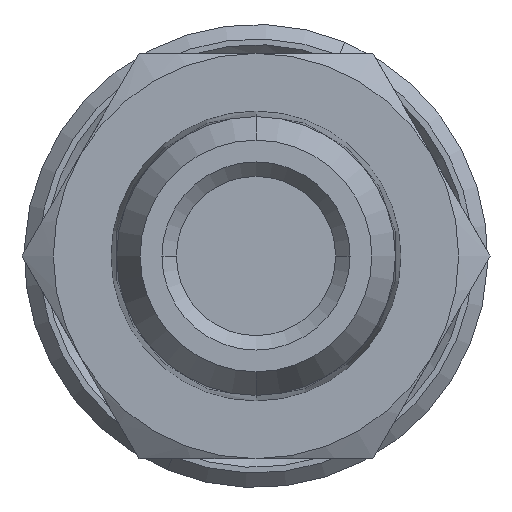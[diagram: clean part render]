
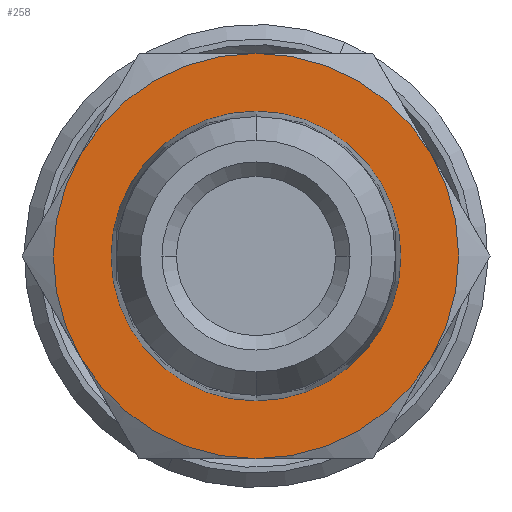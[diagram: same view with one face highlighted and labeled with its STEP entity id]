
A CAD part, front view. The second image highlights one B-rep face of the part: STEP entity #258.
In plain terms, the highlighted planar face has unit normal (0, -1, 0).
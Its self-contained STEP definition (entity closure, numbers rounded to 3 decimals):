
#32 = CARTESIAN_POINT ( 'NONE',  ( 0., 7.5, 0. ) ) ;
#33 = DIRECTION ( 'NONE',  ( 0., -1., 0. ) ) ;
#34 = DIRECTION ( 'NONE',  ( 0., 0., -1. ) ) ;
#169 = CARTESIAN_POINT ( 'NONE',  ( 0., 7.5, 0. ) ) ;
#170 = DIRECTION ( 'NONE',  ( 0., -1., 0. ) ) ;
#171 = DIRECTION ( 'NONE',  ( 0., 0., -1. ) ) ;
#172 = CARTESIAN_POINT ( 'NONE',  ( 0., 7.5, 0. ) ) ;
#173 = DIRECTION ( 'NONE',  ( 0., -1., 0. ) ) ;
#174 = DIRECTION ( 'NONE',  ( 0., 0., -1. ) ) ;
#175 = CARTESIAN_POINT ( 'NONE',  ( 0., 7.5, 0. ) ) ;
#176 = DIRECTION ( 'NONE',  ( 0., -1., 0. ) ) ;
#177 = DIRECTION ( 'NONE',  ( 0., 0., -1. ) ) ;
#178 = CARTESIAN_POINT ( 'NONE',  ( 0., 7.5, 0. ) ) ;
#179 = DIRECTION ( 'NONE',  ( 0., -1., 0. ) ) ;
#180 = DIRECTION ( 'NONE',  ( 0., 0., -1. ) ) ;
#181 = CARTESIAN_POINT ( 'NONE',  ( 0., 7.5, 0. ) ) ;
#182 = DIRECTION ( 'NONE',  ( 0., -1., 0. ) ) ;
#183 = DIRECTION ( 'NONE',  ( 0., 0., -1. ) ) ;
#184 = CARTESIAN_POINT ( 'NONE',  ( 0., 7.5, 0. ) ) ;
#185 = DIRECTION ( 'NONE',  ( 0., -1., 0. ) ) ;
#186 = DIRECTION ( 'NONE',  ( 0., 0., -1. ) ) ;
#187 = CARTESIAN_POINT ( 'NONE',  ( 0., 7.5, 0. ) ) ;
#188 = DIRECTION ( 'NONE',  ( 0., -1., 0. ) ) ;
#189 = DIRECTION ( 'NONE',  ( 0., 0., -1. ) ) ;
#235 = CARTESIAN_POINT ( 'NONE',  ( 0., 7.5, -5.005 ) ) ;
#236 = CARTESIAN_POINT ( 'NONE',  ( 0., 7.5, 5.005 ) ) ;
#258 = ADVANCED_FACE ( 'NONE', ( #1476, #1477 ), #1221, .T. ) ;
#543 = DIRECTION ( 'NONE',  ( 0., 0., -1. ) ) ;
#544 = DIRECTION ( 'NONE',  ( 0., -1., 0. ) ) ;
#548 = CARTESIAN_POINT ( 'NONE',  ( 5.005, 7.5, 0. ) ) ;
#877 = AXIS2_PLACEMENT_3D ( 'NONE', #548, #544, #543 ) ;
#951 = EDGE_CURVE ( 'NONE', #1279, #1280, #1851, .T. ) ;
#961 = CARTESIAN_POINT ( 'NONE',  ( -6.062, 7.5, 3.5 ) ) ;
#966 = CARTESIAN_POINT ( 'NONE',  ( 0., 7.5, 7. ) ) ;
#968 = CARTESIAN_POINT ( 'NONE',  ( 6.062, 7.5, 3.5 ) ) ;
#970 = CARTESIAN_POINT ( 'NONE',  ( 6.062, 7.5, -3.5 ) ) ;
#971 = CARTESIAN_POINT ( 'NONE',  ( -6.062, 7.5, -3.5 ) ) ;
#972 = CARTESIAN_POINT ( 'NONE',  ( 0., 7.5, -7. ) ) ;
#1122 = EDGE_CURVE ( 'NONE', #1280, #1279, #1888, .T. ) ;
#1123 = EDGE_CURVE ( 'NONE', #1303, #1313, #1889, .T. ) ;
#1124 = EDGE_CURVE ( 'NONE', #1308, #1303, #1886, .T. ) ;
#1125 = EDGE_CURVE ( 'NONE', #1310, #1308, #1891, .T. ) ;
#1126 = EDGE_CURVE ( 'NONE', #1312, #1310, #1892, .T. ) ;
#1127 = EDGE_CURVE ( 'NONE', #1314, #1312, #1893, .T. ) ;
#1128 = EDGE_CURVE ( 'NONE', #1313, #1314, #1894, .T. ) ;
#1190 = AXIS2_PLACEMENT_3D ( 'NONE', #32, #33, #34 ) ;
#1201 = AXIS2_PLACEMENT_3D ( 'NONE', #169, #170, #171 ) ;
#1202 = AXIS2_PLACEMENT_3D ( 'NONE', #172, #173, #174 ) ;
#1203 = AXIS2_PLACEMENT_3D ( 'NONE', #175, #176, #177 ) ;
#1204 = AXIS2_PLACEMENT_3D ( 'NONE', #178, #179, #180 ) ;
#1205 = AXIS2_PLACEMENT_3D ( 'NONE', #181, #182, #183 ) ;
#1206 = AXIS2_PLACEMENT_3D ( 'NONE', #184, #185, #186 ) ;
#1207 = AXIS2_PLACEMENT_3D ( 'NONE', #187, #188, #189 ) ;
#1221 = PLANE ( 'NONE',  #877 ) ;
#1259 = EDGE_LOOP ( 'NONE', ( #1348, #1349 ) ) ;
#1263 = EDGE_LOOP ( 'NONE', ( #1342, #1343, #1344, #1345, #1346, #1347 ) ) ;
#1279 = VERTEX_POINT ( 'NONE', #235 ) ;
#1280 = VERTEX_POINT ( 'NONE', #236 ) ;
#1303 = VERTEX_POINT ( 'NONE', #961 ) ;
#1308 = VERTEX_POINT ( 'NONE', #966 ) ;
#1310 = VERTEX_POINT ( 'NONE', #968 ) ;
#1312 = VERTEX_POINT ( 'NONE', #970 ) ;
#1313 = VERTEX_POINT ( 'NONE', #971 ) ;
#1314 = VERTEX_POINT ( 'NONE', #972 ) ;
#1342 = ORIENTED_EDGE ( 'NONE', *, *, #1127, .T. ) ;
#1343 = ORIENTED_EDGE ( 'NONE', *, *, #1126, .T. ) ;
#1344 = ORIENTED_EDGE ( 'NONE', *, *, #1125, .T. ) ;
#1345 = ORIENTED_EDGE ( 'NONE', *, *, #1124, .T. ) ;
#1346 = ORIENTED_EDGE ( 'NONE', *, *, #1123, .T. ) ;
#1347 = ORIENTED_EDGE ( 'NONE', *, *, #1128, .T. ) ;
#1348 = ORIENTED_EDGE ( 'NONE', *, *, #1122, .F. ) ;
#1349 = ORIENTED_EDGE ( 'NONE', *, *, #951, .F. ) ;
#1476 = FACE_OUTER_BOUND ( 'NONE', #1263, .T. ) ;
#1477 = FACE_BOUND ( 'NONE', #1259, .T. ) ;
#1851 = CIRCLE ( 'NONE', #1190, 5.005 ) ;
#1886 = CIRCLE ( 'NONE', #1203, 7. ) ;
#1888 = CIRCLE ( 'NONE', #1201, 5.005 ) ;
#1889 = CIRCLE ( 'NONE', #1202, 7. ) ;
#1891 = CIRCLE ( 'NONE', #1204, 7. ) ;
#1892 = CIRCLE ( 'NONE', #1205, 7. ) ;
#1893 = CIRCLE ( 'NONE', #1206, 7. ) ;
#1894 = CIRCLE ( 'NONE', #1207, 7. ) ;
